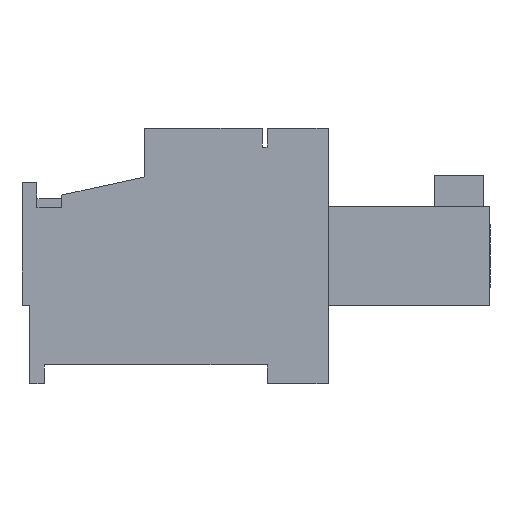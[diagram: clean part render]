
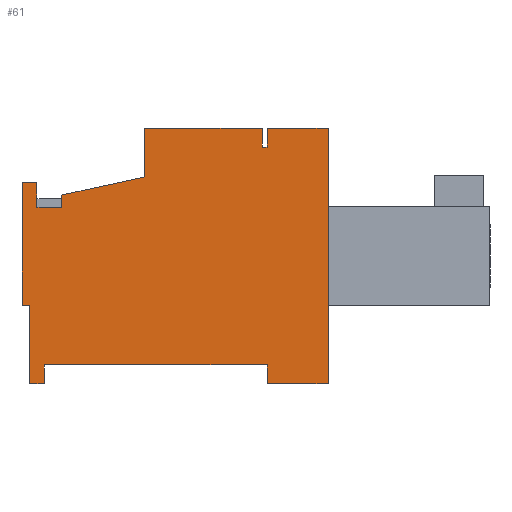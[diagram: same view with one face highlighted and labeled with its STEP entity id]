
A CAD part, left-side view. The second image highlights one B-rep face of the part: STEP entity #61.
In plain terms, the highlighted planar face has unit normal (-1, 0, 0).
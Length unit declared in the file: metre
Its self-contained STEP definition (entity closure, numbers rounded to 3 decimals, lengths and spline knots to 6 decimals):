
#61 = ADVANCED_FACE( '', ( #451 ), #452, .F. );
#451 = FACE_OUTER_BOUND( '', #1223, .T. );
#452 = PLANE( '', #1224 );
#1223 = EDGE_LOOP( '', ( #2044, #2045, #2046, #2047, #2048, #2049, #2050, #2051, #2052, #2053, #2054, #2055, #2056, #2057, #2058, #2059, #2060, #2061, #2062, #2063 ) );
#1224 = AXIS2_PLACEMENT_3D( '', #2064, #2065, #2066 );
#2044 = ORIENTED_EDGE( '', *, *, #4944, .F. );
#2045 = ORIENTED_EDGE( '', *, *, #4945, .F. );
#2046 = ORIENTED_EDGE( '', *, *, #4946, .F. );
#2047 = ORIENTED_EDGE( '', *, *, #4947, .F. );
#2048 = ORIENTED_EDGE( '', *, *, #4948, .F. );
#2049 = ORIENTED_EDGE( '', *, *, #4949, .F. );
#2050 = ORIENTED_EDGE( '', *, *, #4950, .F. );
#2051 = ORIENTED_EDGE( '', *, *, #4951, .F. );
#2052 = ORIENTED_EDGE( '', *, *, #4952, .F. );
#2053 = ORIENTED_EDGE( '', *, *, #4953, .F. );
#2054 = ORIENTED_EDGE( '', *, *, #4954, .F. );
#2055 = ORIENTED_EDGE( '', *, *, #4955, .F. );
#2056 = ORIENTED_EDGE( '', *, *, #4956, .F. );
#2057 = ORIENTED_EDGE( '', *, *, #4957, .F. );
#2058 = ORIENTED_EDGE( '', *, *, #4958, .F. );
#2059 = ORIENTED_EDGE( '', *, *, #4959, .T. );
#2060 = ORIENTED_EDGE( '', *, *, #4960, .F. );
#2061 = ORIENTED_EDGE( '', *, *, #4961, .T. );
#2062 = ORIENTED_EDGE( '', *, *, #4962, .F. );
#2063 = ORIENTED_EDGE( '', *, *, #4963, .F. );
#2064 = CARTESIAN_POINT( '', ( -0.011049, 0., 0. ) );
#2065 = DIRECTION( '', ( 1., 0., 0. ) );
#2066 = DIRECTION( '', ( 0., 1., 0. ) );
#4944 = EDGE_CURVE( '', #5912, #5913, #5914, .T. );
#4945 = EDGE_CURVE( '', #5915, #5912, #5916, .T. );
#4946 = EDGE_CURVE( '', #5917, #5915, #5918, .T. );
#4947 = EDGE_CURVE( '', #5919, #5917, #5920, .T. );
#4948 = EDGE_CURVE( '', #5921, #5919, #5922, .T. );
#4949 = EDGE_CURVE( '', #5923, #5921, #5924, .T. );
#4950 = EDGE_CURVE( '', #5925, #5923, #5926, .T. );
#4951 = EDGE_CURVE( '', #5927, #5925, #5928, .T. );
#4952 = EDGE_CURVE( '', #5929, #5927, #5930, .T. );
#4953 = EDGE_CURVE( '', #5931, #5929, #5932, .T. );
#4954 = EDGE_CURVE( '', #5933, #5931, #5934, .T. );
#4955 = EDGE_CURVE( '', #5935, #5933, #5936, .T. );
#4956 = EDGE_CURVE( '', #5937, #5935, #5938, .T. );
#4957 = EDGE_CURVE( '', #5939, #5937, #5940, .T. );
#4958 = EDGE_CURVE( '', #5941, #5939, #5942, .T. );
#4959 = EDGE_CURVE( '', #5941, #5943, #5944, .T. );
#4960 = EDGE_CURVE( '', #5945, #5943, #5946, .T. );
#4961 = EDGE_CURVE( '', #5945, #5947, #5948, .T. );
#4962 = EDGE_CURVE( '', #5949, #5947, #5950, .T. );
#4963 = EDGE_CURVE( '', #5913, #5949, #5951, .T. );
#5912 = VERTEX_POINT( '', #7588 );
#5913 = VERTEX_POINT( '', #7589 );
#5914 = LINE( '', #7590, #7591 );
#5915 = VERTEX_POINT( '', #7592 );
#5916 = LINE( '', #7593, #7594 );
#5917 = VERTEX_POINT( '', #7595 );
#5918 = LINE( '', #7596, #7597 );
#5919 = VERTEX_POINT( '', #7598 );
#5920 = LINE( '', #7599, #7600 );
#5921 = VERTEX_POINT( '', #7601 );
#5922 = LINE( '', #7602, #7603 );
#5923 = VERTEX_POINT( '', #7604 );
#5924 = LINE( '', #7605, #7606 );
#5925 = VERTEX_POINT( '', #7607 );
#5926 = LINE( '', #7608, #7609 );
#5927 = VERTEX_POINT( '', #7610 );
#5928 = LINE( '', #7611, #7612 );
#5929 = VERTEX_POINT( '', #7613 );
#5930 = LINE( '', #7614, #7615 );
#5931 = VERTEX_POINT( '', #7616 );
#5932 = LINE( '', #7617, #7618 );
#5933 = VERTEX_POINT( '', #7619 );
#5934 = LINE( '', #7620, #7621 );
#5935 = VERTEX_POINT( '', #7622 );
#5936 = LINE( '', #7623, #7624 );
#5937 = VERTEX_POINT( '', #7625 );
#5938 = LINE( '', #7626, #7627 );
#5939 = VERTEX_POINT( '', #7628 );
#5940 = LINE( '', #7629, #7630 );
#5941 = VERTEX_POINT( '', #7631 );
#5942 = LINE( '', #7632, #7633 );
#5943 = VERTEX_POINT( '', #7634 );
#5944 = LINE( '', #7635, #7636 );
#5945 = VERTEX_POINT( '', #7637 );
#5946 = LINE( '', #7638, #7639 );
#5947 = VERTEX_POINT( '', #7640 );
#5948 = LINE( '', #7641, #7642 );
#5949 = VERTEX_POINT( '', #7643 );
#5950 = LINE( '', #7644, #7645 );
#5951 = LINE( '', #7646, #7647 );
#7588 = CARTESIAN_POINT( '', ( -0.011049, 0.002692, 0.005207 ) );
#7589 = CARTESIAN_POINT( '', ( -0.011049, 0.002692, 0.004445 ) );
#7590 = CARTESIAN_POINT( '', ( -0.011049, 0.002692, 0.005207 ) );
#7591 = VECTOR( '', #9986, 1. );
#7592 = CARTESIAN_POINT( '', ( -0.011049, 0.007493, 0.005207 ) );
#7593 = CARTESIAN_POINT( '', ( -0.011049, 0.007493, 0.005207 ) );
#7594 = VECTOR( '', #9987, 1. );
#7595 = CARTESIAN_POINT( '', ( -0.011049, 0.007493, 0.003226 ) );
#7596 = CARTESIAN_POINT( '', ( -0.011049, 0.007493, 0.003226 ) );
#7597 = VECTOR( '', #9988, 1. );
#7598 = CARTESIAN_POINT( '', ( -0.011049, 0.010871, 0.002489 ) );
#7599 = CARTESIAN_POINT( '', ( -0.011049, 0.010871, 0.002489 ) );
#7600 = VECTOR( '', #9989, 1. );
#7601 = CARTESIAN_POINT( '', ( -0.011049, 0.010871, 0.001981 ) );
#7602 = CARTESIAN_POINT( '', ( -0.011049, 0.010871, 0.001981 ) );
#7603 = VECTOR( '', #9990, 1. );
#7604 = CARTESIAN_POINT( '', ( -0.011049, 0.011887, 0.001981 ) );
#7605 = CARTESIAN_POINT( '', ( -0.011049, 0.011887, 0.001981 ) );
#7606 = VECTOR( '', #9991, 1. );
#7607 = CARTESIAN_POINT( '', ( -0.011049, 0.011887, 0.002997 ) );
#7608 = CARTESIAN_POINT( '', ( -0.011049, 0.011887, 0.002997 ) );
#7609 = VECTOR( '', #9992, 1. );
#7610 = CARTESIAN_POINT( '', ( -0.011049, 0.012497, 0.002997 ) );
#7611 = CARTESIAN_POINT( '', ( -0.011049, 0.012497, 0.002997 ) );
#7612 = VECTOR( '', #9993, 1. );
#7613 = CARTESIAN_POINT( '', ( -0.011049, 0.012497, -0.002007 ) );
#7614 = CARTESIAN_POINT( '', ( -0.011049, 0.012497, -0.002007 ) );
#7615 = VECTOR( '', #9994, 1. );
#7616 = CARTESIAN_POINT( '', ( -0.011049, 0.012192, -0.002007 ) );
#7617 = CARTESIAN_POINT( '', ( -0.011049, 0.012192, -0.002007 ) );
#7618 = VECTOR( '', #9995, 1. );
#7619 = CARTESIAN_POINT( '', ( -0.011049, 0.012192, -0.005207 ) );
#7620 = CARTESIAN_POINT( '', ( -0.011049, 0.012192, -0.005207 ) );
#7621 = VECTOR( '', #9996, 1. );
#7622 = CARTESIAN_POINT( '', ( -0.011049, 0.011582, -0.005207 ) );
#7623 = CARTESIAN_POINT( '', ( -0.011049, 0.011582, -0.005207 ) );
#7624 = VECTOR( '', #9997, 1. );
#7625 = CARTESIAN_POINT( '', ( -0.011049, 0.011582, -0.004445 ) );
#7626 = CARTESIAN_POINT( '', ( -0.011049, 0.011582, -0.004445 ) );
#7627 = VECTOR( '', #9998, 1. );
#7628 = CARTESIAN_POINT( '', ( -0.011049, 0.002489, -0.004445 ) );
#7629 = CARTESIAN_POINT( '', ( -0.011049, 0.002489, -0.004445 ) );
#7630 = VECTOR( '', #9999, 1. );
#7631 = CARTESIAN_POINT( '', ( -0.011049, 0.002489, -0.005207 ) );
#7632 = CARTESIAN_POINT( '', ( -0.011049, 0.002489, -0.005207 ) );
#7633 = VECTOR( '', #10000, 1. );
#7634 = CARTESIAN_POINT( '', ( -0.011049, 0., -0.005207 ) );
#7635 = CARTESIAN_POINT( '', ( -0.011049, 0.002489, -0.005207 ) );
#7636 = VECTOR( '', #10001, 1. );
#7637 = CARTESIAN_POINT( '', ( -0.011049, 0., 0.005207 ) );
#7638 = CARTESIAN_POINT( '', ( -0.011049, 0., 0.005207 ) );
#7639 = VECTOR( '', #10002, 1. );
#7640 = CARTESIAN_POINT( '', ( -0.011049, 0.002489, 0.005207 ) );
#7641 = CARTESIAN_POINT( '', ( -0.011049, 0., 0.005207 ) );
#7642 = VECTOR( '', #10003, 1. );
#7643 = CARTESIAN_POINT( '', ( -0.011049, 0.002489, 0.004445 ) );
#7644 = CARTESIAN_POINT( '', ( -0.011049, 0.002489, 0.004445 ) );
#7645 = VECTOR( '', #10004, 1. );
#7646 = CARTESIAN_POINT( '', ( -0.011049, 0.002692, 0.004445 ) );
#7647 = VECTOR( '', #10005, 1. );
#9986 = DIRECTION( '', ( 0., 0., -1. ) );
#9987 = DIRECTION( '', ( 0., -1., 0. ) );
#9988 = DIRECTION( '', ( 0., 0., 1. ) );
#9989 = DIRECTION( '', ( 0., -0.977, 0.213 ) );
#9990 = DIRECTION( '', ( 0., 0., 1. ) );
#9991 = DIRECTION( '', ( 0., -1., 0. ) );
#9992 = DIRECTION( '', ( 0., 0., -1. ) );
#9993 = DIRECTION( '', ( 0., -1., 0. ) );
#9994 = DIRECTION( '', ( 0., 0., 1. ) );
#9995 = DIRECTION( '', ( 0., 1., 0. ) );
#9996 = DIRECTION( '', ( 0., 0., 1. ) );
#9997 = DIRECTION( '', ( 0., 1., 0. ) );
#9998 = DIRECTION( '', ( 0., 0., -1. ) );
#9999 = DIRECTION( '', ( 0., 1., 0. ) );
#10000 = DIRECTION( '', ( 0., 0., 1. ) );
#10001 = DIRECTION( '', ( 0., -1., 0. ) );
#10002 = DIRECTION( '', ( 0., 0., -1. ) );
#10003 = DIRECTION( '', ( 0., 1., 0. ) );
#10004 = DIRECTION( '', ( 0., 0., 1. ) );
#10005 = DIRECTION( '', ( 0., -1., 0. ) );
